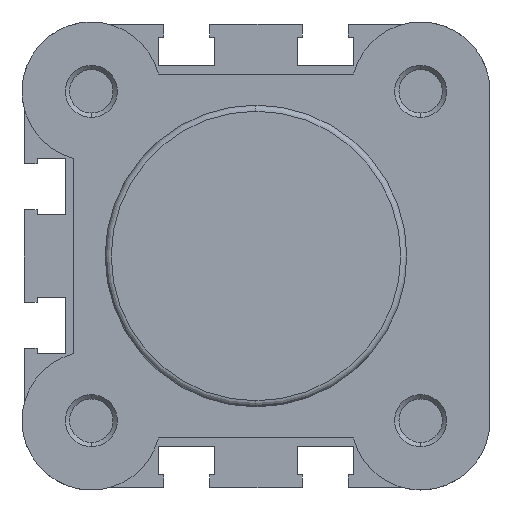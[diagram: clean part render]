
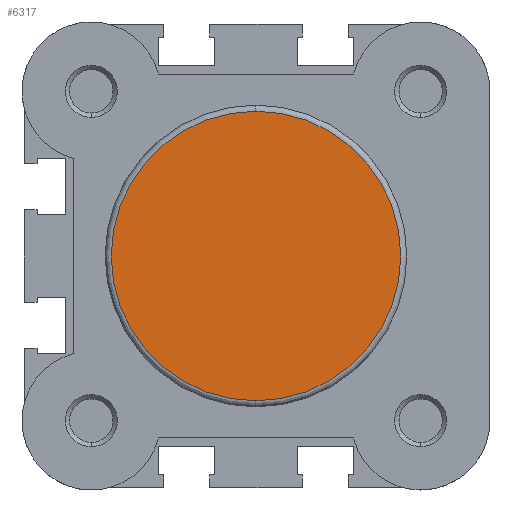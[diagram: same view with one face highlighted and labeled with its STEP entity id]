
A CAD part, left-side view. The second image highlights one B-rep face of the part: STEP entity #6317.
In plain terms, the highlighted planar face has unit normal (-1, 0, 0).
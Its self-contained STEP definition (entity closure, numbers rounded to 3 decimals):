
#383 = CARTESIAN_POINT ( 'NONE',  ( 0., 0., 0. ) ) ;
#384 = DIRECTION ( 'NONE',  ( -1., 0., 0. ) ) ;
#385 = DIRECTION ( 'NONE',  ( 0., 0., 1. ) ) ;
#540 = CARTESIAN_POINT ( 'NONE',  ( 0., 0., 0. ) ) ;
#541 = DIRECTION ( 'NONE',  ( -1., 0., 0. ) ) ;
#542 = DIRECTION ( 'NONE',  ( 0., 0., 1. ) ) ;
#1257 = CARTESIAN_POINT ( 'NONE',  ( 0., 0., 16.7 ) ) ;
#1358 = CARTESIAN_POINT ( 'NONE',  ( 0., 0., -16.7 ) ) ;
#1687 = CARTESIAN_POINT ( 'NONE',  ( 0., -17.4, 0. ) ) ;
#1695 = PLANE ( 'NONE',  #3615 ) ;
#1696 = DIRECTION ( 'NONE',  ( -1., 0., 0. ) ) ;
#1697 = DIRECTION ( 'NONE',  ( 0., 0., 1. ) ) ;
#2821 = EDGE_LOOP ( 'NONE', ( #5345, #5609 ) ) ;
#3057 = EDGE_CURVE ( 'NONE', #5981, #5880, #4333, .T. ) ;
#3120 = EDGE_CURVE ( 'NONE', #5880, #5981, #4427, .T. ) ;
#3424 = AXIS2_PLACEMENT_3D ( 'NONE', #383, #384, #385 ) ;
#3457 = AXIS2_PLACEMENT_3D ( 'NONE', #540, #541, #542 ) ;
#3615 = AXIS2_PLACEMENT_3D ( 'NONE', #1687, #1696, #1697 ) ;
#4333 = CIRCLE ( 'NONE', #3424, 16.7 ) ;
#4427 = CIRCLE ( 'NONE', #3457, 16.7 ) ;
#5008 = FACE_OUTER_BOUND ( 'NONE', #2821, .T. ) ;
#5345 = ORIENTED_EDGE ( 'NONE', *, *, #3120, .T. ) ;
#5609 = ORIENTED_EDGE ( 'NONE', *, *, #3057, .T. ) ;
#5880 = VERTEX_POINT ( 'NONE', #1257 ) ;
#5981 = VERTEX_POINT ( 'NONE', #1358 ) ;
#6317 = ADVANCED_FACE ( 'NONE', ( #5008 ), #1695, .T. ) ;
